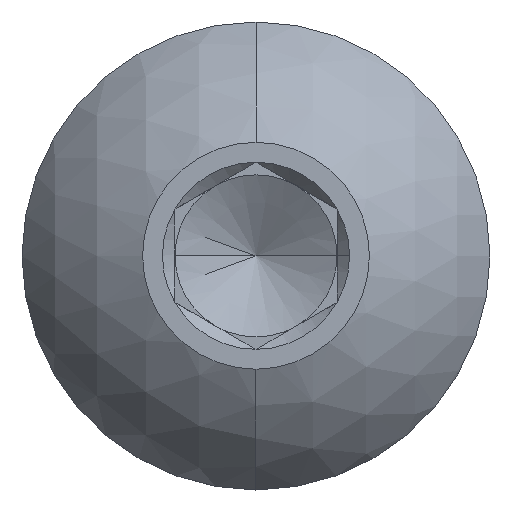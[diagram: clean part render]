
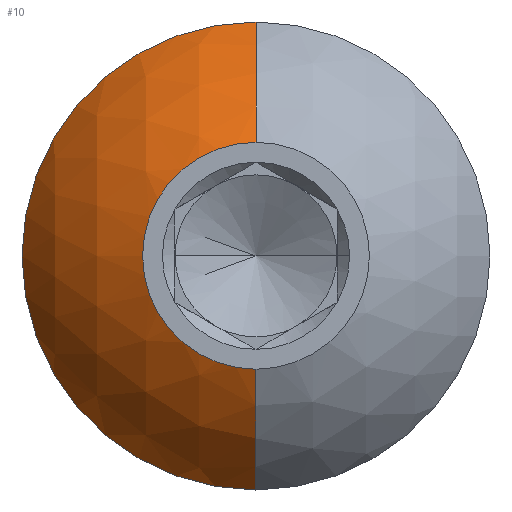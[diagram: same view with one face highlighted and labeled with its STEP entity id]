
A CAD part, top view. The second image highlights one B-rep face of the part: STEP entity #10.
In plain terms, the highlighted spherical face has radius 5.246 mm.
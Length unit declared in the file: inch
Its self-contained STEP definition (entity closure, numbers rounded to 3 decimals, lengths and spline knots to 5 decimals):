
#2 = DIRECTION ( 'NONE',  ( 1., 0., 0. ) ) ;
#10 = ADVANCED_FACE ( 'NONE', ( #825 ), #684, .T. ) ;
#36 = VERTEX_POINT ( 'NONE', #612 ) ;
#45 = DIRECTION ( 'NONE',  ( 1., 0., 0. ) ) ;
#50 = AXIS2_PLACEMENT_3D ( 'NONE', #425, #915, #369 ) ;
#65 = CIRCLE ( 'NONE', #50, 0.20652 ) ;
#91 = EDGE_CURVE ( 'NONE', #36, #729, #204, .T. ) ;
#103 = EDGE_CURVE ( 'NONE', #542, #36, #263, .T. ) ;
#124 = DIRECTION ( 'NONE',  ( 0., 0., 1. ) ) ;
#133 = CARTESIAN_POINT ( 'NONE',  ( 0., 0., 0.96379 ) ) ;
#163 = ORIENTED_EDGE ( 'NONE', *, *, #91, .T. ) ;
#185 = CARTESIAN_POINT ( 'NONE',  ( 0., 0.1805, 0.96379 ) ) ;
#204 = CIRCLE ( 'NONE', #540, 0.1805 ) ;
#210 = EDGE_CURVE ( 'NONE', #542, #906, #898, .T. ) ;
#235 = EDGE_CURVE ( 'NONE', #729, #389, #65, .T. ) ;
#263 = CIRCLE ( 'NONE', #679, 0.1805 ) ;
#312 = ORIENTED_EDGE ( 'NONE', *, *, #235, .T. ) ;
#325 = ORIENTED_EDGE ( 'NONE', *, *, #341, .F. ) ;
#336 = AXIS2_PLACEMENT_3D ( 'NONE', #863, #2, #705 ) ;
#341 = EDGE_CURVE ( 'NONE', #906, #389, #523, .T. ) ;
#369 = DIRECTION ( 'NONE',  ( 0., -1., 0. ) ) ;
#384 = DIRECTION ( 'NONE',  ( 1., 0., 0. ) ) ;
#389 = VERTEX_POINT ( 'NONE', #454 ) ;
#391 = AXIS2_PLACEMENT_3D ( 'NONE', #600, #400, #397 ) ;
#397 = DIRECTION ( 'NONE',  ( 0., 1., 0. ) ) ;
#400 = DIRECTION ( 'NONE',  ( -1., 0., 0. ) ) ;
#425 = CARTESIAN_POINT ( 'NONE',  ( 0., 0., 0.86343 ) ) ;
#442 = EDGE_LOOP ( 'NONE', ( #163, #312, #325, #834, #880 ) ) ;
#454 = CARTESIAN_POINT ( 'NONE',  ( 0., -0.0875, 1.0505 ) ) ;
#505 = CARTESIAN_POINT ( 'NONE',  ( 0., 0., 1.0505 ) ) ;
#508 = CARTESIAN_POINT ( 'NONE',  ( 0., -0.1805, 0.96379 ) ) ;
#523 = CIRCLE ( 'NONE', #871, 0.0875 ) ;
#534 = DIRECTION ( 'NONE',  ( 0., 0., 1. ) ) ;
#540 = AXIS2_PLACEMENT_3D ( 'NONE', #678, #534, #549 ) ;
#542 = VERTEX_POINT ( 'NONE', #185 ) ;
#549 = DIRECTION ( 'NONE',  ( 1., 0., 0. ) ) ;
#600 = CARTESIAN_POINT ( 'NONE',  ( 0., 0., 0.86343 ) ) ;
#612 = CARTESIAN_POINT ( 'NONE',  ( -0.1805, 0., 0.96379 ) ) ;
#638 = CARTESIAN_POINT ( 'NONE',  ( 0., 0.0875, 1.0505 ) ) ;
#678 = CARTESIAN_POINT ( 'NONE',  ( 0., 0., 0.96379 ) ) ;
#679 = AXIS2_PLACEMENT_3D ( 'NONE', #133, #124, #45 ) ;
#684 = SPHERICAL_SURFACE ( 'NONE', #391, 0.20652 ) ;
#705 = DIRECTION ( 'NONE',  ( 0., 0., -1. ) ) ;
#729 = VERTEX_POINT ( 'NONE', #508 ) ;
#825 = FACE_OUTER_BOUND ( 'NONE', #442, .T. ) ;
#834 = ORIENTED_EDGE ( 'NONE', *, *, #210, .F. ) ;
#863 = CARTESIAN_POINT ( 'NONE',  ( 0., 0., 0.86343 ) ) ;
#871 = AXIS2_PLACEMENT_3D ( 'NONE', #505, #874, #384 ) ;
#874 = DIRECTION ( 'NONE',  ( 0., 0., 1. ) ) ;
#880 = ORIENTED_EDGE ( 'NONE', *, *, #103, .T. ) ;
#898 = CIRCLE ( 'NONE', #336, 0.20652 ) ;
#906 = VERTEX_POINT ( 'NONE', #638 ) ;
#915 = DIRECTION ( 'NONE',  ( -1., 0., 0. ) ) ;
